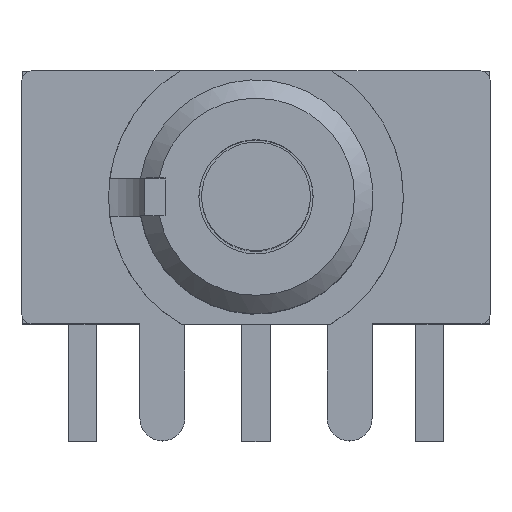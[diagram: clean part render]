
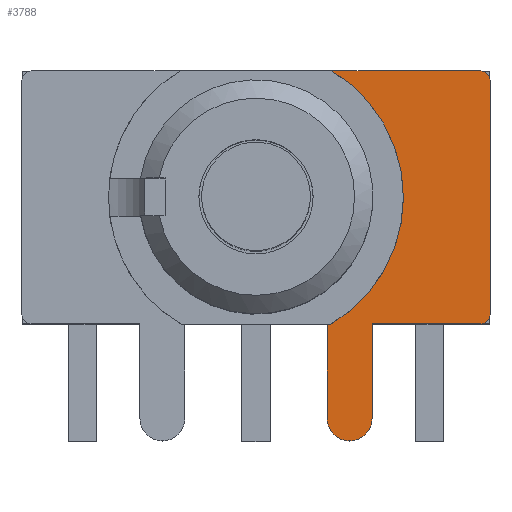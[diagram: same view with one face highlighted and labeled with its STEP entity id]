
A CAD part, top view. The second image highlights one B-rep face of the part: STEP entity #3788.
In plain terms, the highlighted planar face has unit normal (0, 0, 1).
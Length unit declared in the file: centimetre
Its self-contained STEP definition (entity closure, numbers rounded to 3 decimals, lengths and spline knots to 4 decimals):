
#127=FACE_OUTER_BOUND('',#356,.T.);
#356=EDGE_LOOP('',(#2490,#2491,#2492,#2493,#2494,#2495,#2496,#2497,#2498,
#2499));
#594=CIRCLE('',#4033,0.061);
#595=CIRCLE('',#4034,0.025);
#596=CIRCLE('',#4035,0.025);
#597=CIRCLE('',#4036,0.4);
#694=LINE('',#5534,#1131);
#695=LINE('',#5536,#1132);
#696=LINE('',#5540,#1133);
#697=LINE('',#5542,#1134);
#698=LINE('',#5546,#1135);
#699=LINE('',#5550,#1136);
#1131=VECTOR('',#4389,1.);
#1132=VECTOR('',#4390,1.);
#1133=VECTOR('',#4393,1.);
#1134=VECTOR('',#4394,1.);
#1135=VECTOR('',#4397,1.);
#1136=VECTOR('',#4400,1.);
#1568=VERTEX_POINT('',#5532);
#1569=VERTEX_POINT('',#5533);
#1570=VERTEX_POINT('',#5535);
#1571=VERTEX_POINT('',#5537);
#1572=VERTEX_POINT('',#5539);
#1573=VERTEX_POINT('',#5541);
#1574=VERTEX_POINT('',#5543);
#1575=VERTEX_POINT('',#5545);
#1576=VERTEX_POINT('',#5547);
#1577=VERTEX_POINT('',#5549);
#1921=EDGE_CURVE('',#1568,#1569,#694,.T.);
#1922=EDGE_CURVE('',#1570,#1569,#695,.T.);
#1923=EDGE_CURVE('',#1571,#1570,#594,.T.);
#1924=EDGE_CURVE('',#1572,#1571,#696,.T.);
#1925=EDGE_CURVE('',#1573,#1572,#697,.T.);
#1926=EDGE_CURVE('',#1574,#1573,#595,.T.);
#1927=EDGE_CURVE('',#1575,#1574,#698,.T.);
#1928=EDGE_CURVE('',#1576,#1575,#596,.T.);
#1929=EDGE_CURVE('',#1577,#1576,#699,.T.);
#1930=EDGE_CURVE('',#1577,#1568,#597,.T.);
#2490=ORIENTED_EDGE('',*,*,#1921,.T.);
#2491=ORIENTED_EDGE('',*,*,#1922,.F.);
#2492=ORIENTED_EDGE('',*,*,#1923,.F.);
#2493=ORIENTED_EDGE('',*,*,#1924,.F.);
#2494=ORIENTED_EDGE('',*,*,#1925,.F.);
#2495=ORIENTED_EDGE('',*,*,#1926,.F.);
#2496=ORIENTED_EDGE('',*,*,#1927,.F.);
#2497=ORIENTED_EDGE('',*,*,#1928,.F.);
#2498=ORIENTED_EDGE('',*,*,#1929,.F.);
#2499=ORIENTED_EDGE('',*,*,#1930,.T.);
#3628=PLANE('',#4032);
#3788=ADVANCED_FACE('',(#127),#3628,.T.);
#4032=AXIS2_PLACEMENT_3D('',#5531,#4387,#4388);
#4033=AXIS2_PLACEMENT_3D('',#5538,#4391,#4392);
#4034=AXIS2_PLACEMENT_3D('',#5544,#4395,#4396);
#4035=AXIS2_PLACEMENT_3D('',#5548,#4398,#4399);
#4036=AXIS2_PLACEMENT_3D('',#5551,#4401,#4402);
#4387=DIRECTION('center_axis',(0.,0.,
1.));
#4388=DIRECTION('ref_axis',(0.,1.,0.));
#4389=DIRECTION('',(-1.,0.,0.));
#4390=DIRECTION('',(0.,1.,0.));
#4391=DIRECTION('center_axis',(0.,0.,
-1.));
#4392=DIRECTION('ref_axis',(-1.,0.,0.));
#4393=DIRECTION('',(0.,-1.,0.));
#4394=DIRECTION('',(-1.,0.,0.));
#4395=DIRECTION('center_axis',(0.,0.,
-1.));
#4396=DIRECTION('ref_axis',(0.707,-0.707,0.));
#4397=DIRECTION('',(0.,-1.,0.));
#4398=DIRECTION('center_axis',(0.,0.,
-1.));
#4399=DIRECTION('ref_axis',(0.707,0.707,0.));
#4400=DIRECTION('',(1.,0.,0.));
#4401=DIRECTION('center_axis',(0.,0.,
-1.));
#4402=DIRECTION('ref_axis',(-0.506,0.862,0.));
#5531=CARTESIAN_POINT('Origin',(0.,-0.1269,
0.993));
#5532=CARTESIAN_POINT('',(0.2024,-0.345,0.993));
#5533=CARTESIAN_POINT('',(0.193,-0.345,0.993));
#5534=CARTESIAN_POINT('',(0.2024,-0.345,0.993));
#5535=CARTESIAN_POINT('',(0.193,-0.6,0.993));
#5536=CARTESIAN_POINT('',(0.193,-0.343,0.993));
#5537=CARTESIAN_POINT('',(0.315,-0.6,0.993));
#5538=CARTESIAN_POINT('Origin',(0.254,-0.6,0.993));
#5539=CARTESIAN_POINT('',(0.315,-0.343,0.993));
#5540=CARTESIAN_POINT('',(0.315,-0.6,0.993));
#5541=CARTESIAN_POINT('',(0.61,-0.343,0.993));
#5542=CARTESIAN_POINT('',(0.315,-0.343,0.993));
#5543=CARTESIAN_POINT('',(0.635,-0.318,0.993));
#5544=CARTESIAN_POINT('Origin',(0.61,-0.318,0.993));
#5545=CARTESIAN_POINT('',(0.635,0.318,0.993));
#5546=CARTESIAN_POINT('',(0.635,-0.343,0.993));
#5547=CARTESIAN_POINT('',(0.61,0.343,0.993));
#5548=CARTESIAN_POINT('Origin',(0.61,0.318,0.993));
#5549=CARTESIAN_POINT('',(0.2058,0.343,0.993));
#5550=CARTESIAN_POINT('',(0.635,0.343,0.993));
#5551=CARTESIAN_POINT('Origin',(0.,0.,
0.993));
